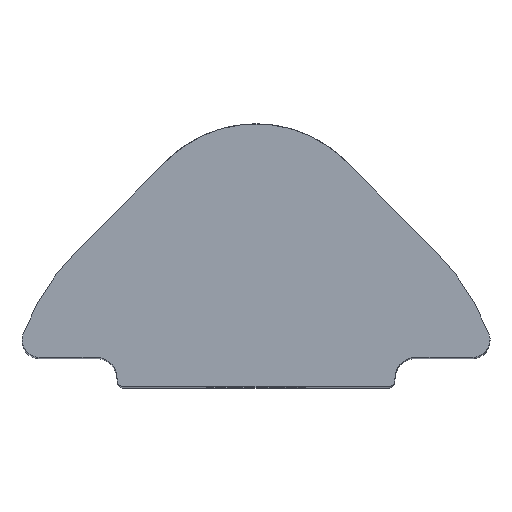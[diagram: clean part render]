
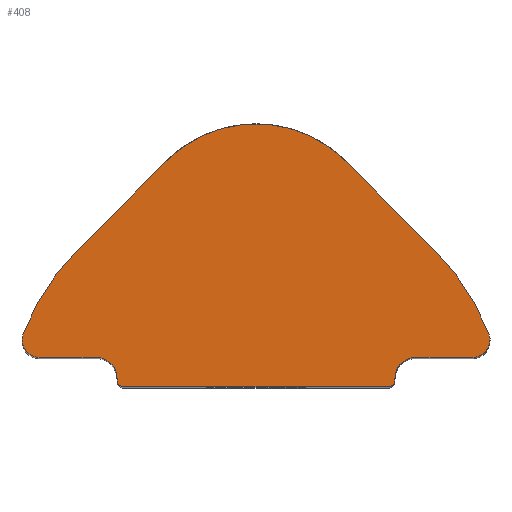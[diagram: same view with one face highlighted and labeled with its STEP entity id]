
A CAD part, top view. The second image highlights one B-rep face of the part: STEP entity #408.
In plain terms, the highlighted planar face has unit normal (0, 0, 1).
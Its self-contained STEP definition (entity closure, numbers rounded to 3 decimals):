
#15=LINE('',#670,#45);
#20=LINE('',#684,#50);
#24=LINE('',#696,#54);
#28=LINE('',#708,#58);
#33=LINE('',#726,#63);
#37=LINE('',#738,#67);
#42=LINE('',#756,#72);
#45=VECTOR('',#479,0.05);
#50=VECTOR('',#492,7.6);
#54=VECTOR('',#504,0.05);
#58=VECTOR('',#516,1.635);
#63=VECTOR('',#535,3.548);
#67=VECTOR('',#547,3.548);
#72=VECTOR('',#566,1.635);
#86=PLANE('',#455);
#128=FACE_OUTER_BOUND('',#158,.T.);
#158=EDGE_LOOP('',(#354,#355,#356,#357,#358,#359,#360,#361,#362,#363,#364,
#365,#366,#367,#368,#369));
#164=CIRCLE('',#423,0.2);
#166=CIRCLE('',#427,0.2);
#168=CIRCLE('',#431,0.6);
#170=CIRCLE('',#435,0.501);
#172=CIRCLE('',#438,7.2);
#174=CIRCLE('',#442,3.653);
#176=CIRCLE('',#446,7.2);
#178=CIRCLE('',#449,0.501);
#180=CIRCLE('',#453,0.6);
#189=VERTEX_POINT('',#668);
#190=VERTEX_POINT('',#669);
#193=VERTEX_POINT('',#677);
#195=VERTEX_POINT('',#683);
#197=VERTEX_POINT('',#689);
#199=VERTEX_POINT('',#695);
#201=VERTEX_POINT('',#701);
#203=VERTEX_POINT('',#707);
#205=VERTEX_POINT('',#713);
#207=VERTEX_POINT('',#719);
#209=VERTEX_POINT('',#725);
#211=VERTEX_POINT('',#731);
#213=VERTEX_POINT('',#737);
#215=VERTEX_POINT('',#743);
#217=VERTEX_POINT('',#749);
#219=VERTEX_POINT('',#755);
#228=EDGE_CURVE('',#189,#190,#15,.T.);
#232=EDGE_CURVE('',#190,#193,#164,.T.);
#235=EDGE_CURVE('',#193,#195,#20,.T.);
#238=EDGE_CURVE('',#195,#197,#166,.T.);
#241=EDGE_CURVE('',#197,#199,#24,.T.);
#244=EDGE_CURVE('',#199,#201,#168,.T.);
#247=EDGE_CURVE('',#201,#203,#28,.T.);
#250=EDGE_CURVE('',#203,#205,#170,.T.);
#253=EDGE_CURVE('',#205,#207,#172,.T.);
#256=EDGE_CURVE('',#207,#209,#33,.T.);
#259=EDGE_CURVE('',#209,#211,#174,.T.);
#262=EDGE_CURVE('',#211,#213,#37,.T.);
#265=EDGE_CURVE('',#213,#215,#176,.T.);
#268=EDGE_CURVE('',#215,#217,#178,.T.);
#271=EDGE_CURVE('',#217,#219,#42,.T.);
#274=EDGE_CURVE('',#219,#189,#180,.T.);
#354=ORIENTED_EDGE('',*,*,#228,.F.);
#355=ORIENTED_EDGE('',*,*,#274,.F.);
#356=ORIENTED_EDGE('',*,*,#271,.F.);
#357=ORIENTED_EDGE('',*,*,#268,.F.);
#358=ORIENTED_EDGE('',*,*,#265,.F.);
#359=ORIENTED_EDGE('',*,*,#262,.F.);
#360=ORIENTED_EDGE('',*,*,#259,.F.);
#361=ORIENTED_EDGE('',*,*,#256,.F.);
#362=ORIENTED_EDGE('',*,*,#253,.F.);
#363=ORIENTED_EDGE('',*,*,#250,.F.);
#364=ORIENTED_EDGE('',*,*,#247,.F.);
#365=ORIENTED_EDGE('',*,*,#244,.F.);
#366=ORIENTED_EDGE('',*,*,#241,.F.);
#367=ORIENTED_EDGE('',*,*,#238,.F.);
#368=ORIENTED_EDGE('',*,*,#235,.F.);
#369=ORIENTED_EDGE('',*,*,#232,.F.);
#408=ADVANCED_FACE('',(#128),#86,.T.);
#423=AXIS2_PLACEMENT_3D('',#678,#485,#486);
#427=AXIS2_PLACEMENT_3D('',#690,#497,#498);
#431=AXIS2_PLACEMENT_3D('',#702,#509,#510);
#435=AXIS2_PLACEMENT_3D('',#714,#521,#522);
#438=AXIS2_PLACEMENT_3D('',#720,#528,#529);
#442=AXIS2_PLACEMENT_3D('',#732,#540,#541);
#446=AXIS2_PLACEMENT_3D('',#744,#552,#553);
#449=AXIS2_PLACEMENT_3D('',#750,#559,#560);
#453=AXIS2_PLACEMENT_3D('',#761,#571,#572);
#455=AXIS2_PLACEMENT_3D('',#763,#575,#576);
#479=DIRECTION('',(0.,-1.,0.));
#485=DIRECTION('center_axis',(0.,0.,-1.));
#486=DIRECTION('ref_axis',(0.,1.,0.));
#492=DIRECTION('',(-1.,0.,0.));
#497=DIRECTION('center_axis',(0.,0.,-1.));
#498=DIRECTION('ref_axis',(1.,0.,0.));
#504=DIRECTION('',(0.,1.,0.));
#509=DIRECTION('center_axis',(0.,0.,1.));
#510=DIRECTION('ref_axis',(1.,0.,0.));
#516=DIRECTION('',(-1.,0.,0.));
#521=DIRECTION('center_axis',(0.,0.,-1.));
#522=DIRECTION('ref_axis',(0.931,-0.366,0.));
#528=DIRECTION('center_axis',(0.,0.,-1.));
#529=DIRECTION('ref_axis',(0.707,-0.707,0.));
#535=DIRECTION('',(0.707,0.707,0.));
#540=DIRECTION('center_axis',(0.,0.,-1.));
#541=DIRECTION('ref_axis',(-0.707,-0.707,0.));
#547=DIRECTION('',(0.707,-0.707,0.));
#552=DIRECTION('center_axis',(0.,0.,-1.));
#553=DIRECTION('ref_axis',(-0.931,-0.366,0.));
#559=DIRECTION('center_axis',(0.,0.,-1.));
#560=DIRECTION('ref_axis',(0.,1.,0.));
#566=DIRECTION('',(-1.,0.,0.));
#571=DIRECTION('center_axis',(0.,0.,1.));
#572=DIRECTION('ref_axis',(0.,1.,0.));
#575=DIRECTION('center_axis',(0.,0.,
1.));
#576=DIRECTION('ref_axis',(1.,0.,0.));
#668=CARTESIAN_POINT('',(4.,-3.535,11.));
#669=CARTESIAN_POINT('',(4.,-3.585,11.));
#670=CARTESIAN_POINT('',(4.,-3.535,11.));
#677=CARTESIAN_POINT('',(3.8,-3.785,11.));
#678=CARTESIAN_POINT('Origin',(3.8,-3.585,11.));
#683=CARTESIAN_POINT('',(-3.8,-3.785,11.));
#684=CARTESIAN_POINT('',(3.8,-3.785,11.));
#689=CARTESIAN_POINT('',(-4.,-3.585,11.));
#690=CARTESIAN_POINT('Origin',(-3.8,-3.585,11.));
#695=CARTESIAN_POINT('',(-4.,-3.535,11.));
#696=CARTESIAN_POINT('',(-4.,-3.585,11.));
#701=CARTESIAN_POINT('',(-4.6,-2.935,11.));
#702=CARTESIAN_POINT('Origin',(-4.6,-3.535,11.));
#707=CARTESIAN_POINT('',(-6.235,-2.935,11.));
#708=CARTESIAN_POINT('',(-4.6,-2.935,11.));
#713=CARTESIAN_POINT('',(-6.701,-2.251,11.));
#714=CARTESIAN_POINT('Origin',(-6.235,-2.434,11.));
#719=CARTESIAN_POINT('',(-5.091,0.207,11.));
#720=CARTESIAN_POINT('Origin',(0.,-4.884,11.));
#725=CARTESIAN_POINT('',(-2.583,2.715,11.));
#726=CARTESIAN_POINT('',(-5.091,0.207,11.));
#731=CARTESIAN_POINT('',(2.583,2.715,11.));
#732=CARTESIAN_POINT('Origin',(0.,0.133,
11.));
#737=CARTESIAN_POINT('',(5.091,0.207,11.));
#738=CARTESIAN_POINT('',(2.583,2.715,11.));
#743=CARTESIAN_POINT('',(6.701,-2.251,11.));
#744=CARTESIAN_POINT('Origin',(0.,-4.884,11.));
#749=CARTESIAN_POINT('',(6.235,-2.935,11.));
#750=CARTESIAN_POINT('Origin',(6.235,-2.434,11.));
#755=CARTESIAN_POINT('',(4.6,-2.935,11.));
#756=CARTESIAN_POINT('',(6.235,-2.935,11.));
#761=CARTESIAN_POINT('Origin',(4.6,-3.535,11.));
#763=CARTESIAN_POINT('Origin',(0.,-0.83,
11.));
